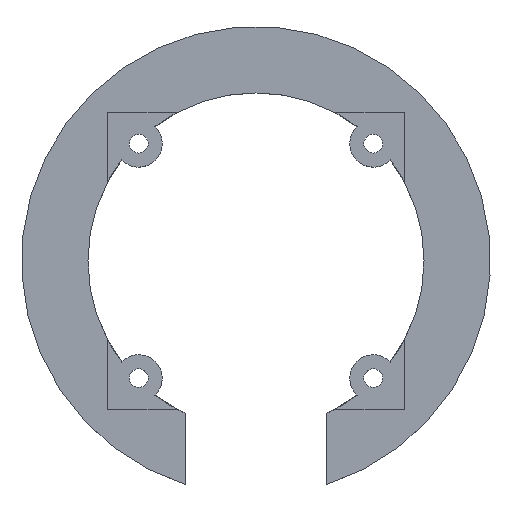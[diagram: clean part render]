
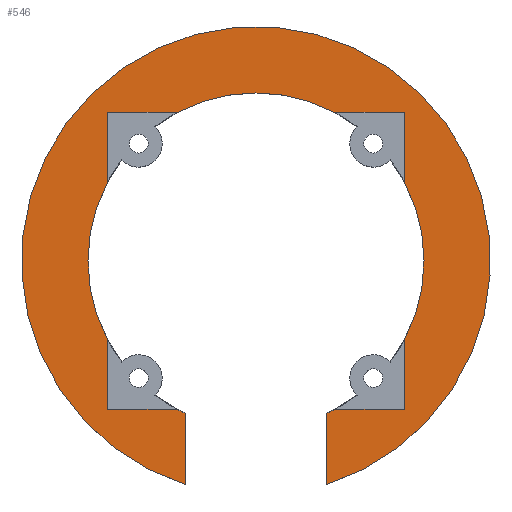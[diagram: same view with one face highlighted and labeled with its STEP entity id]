
A CAD part, top view. The second image highlights one B-rep face of the part: STEP entity #546.
In plain terms, the highlighted planar face has unit normal (0, 0, 1).
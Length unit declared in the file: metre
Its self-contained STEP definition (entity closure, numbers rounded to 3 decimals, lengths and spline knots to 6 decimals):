
#26=LINE('',#838,#70);
#27=LINE('',#840,#71);
#28=LINE('',#844,#72);
#29=LINE('',#846,#73);
#30=LINE('',#850,#74);
#31=LINE('',#852,#75);
#32=LINE('',#856,#76);
#33=LINE('',#860,#77);
#34=LINE('',#864,#78);
#35=LINE('',#866,#79);
#70=VECTOR('',#661,1.);
#71=VECTOR('',#662,1.);
#72=VECTOR('',#665,1.);
#73=VECTOR('',#666,1.);
#74=VECTOR('',#669,1.);
#75=VECTOR('',#670,1.);
#76=VECTOR('',#673,1.);
#77=VECTOR('',#676,1.);
#78=VECTOR('',#679,1.);
#79=VECTOR('',#680,1.);
#114=ORIENTED_EDGE('',*,*,#274,.F.);
#115=ORIENTED_EDGE('',*,*,#275,.T.);
#116=ORIENTED_EDGE('',*,*,#276,.F.);
#117=ORIENTED_EDGE('',*,*,#277,.F.);
#118=ORIENTED_EDGE('',*,*,#278,.F.);
#119=ORIENTED_EDGE('',*,*,#279,.F.);
#120=ORIENTED_EDGE('',*,*,#280,.F.);
#121=ORIENTED_EDGE('',*,*,#281,.F.);
#122=ORIENTED_EDGE('',*,*,#282,.T.);
#123=ORIENTED_EDGE('',*,*,#283,.F.);
#124=ORIENTED_EDGE('',*,*,#284,.T.);
#125=ORIENTED_EDGE('',*,*,#285,.T.);
#126=ORIENTED_EDGE('',*,*,#286,.F.);
#127=ORIENTED_EDGE('',*,*,#287,.F.);
#128=ORIENTED_EDGE('',*,*,#288,.T.);
#129=ORIENTED_EDGE('',*,*,#289,.T.);
#274=EDGE_CURVE('',#354,#355,#410,.T.);
#275=EDGE_CURVE('',#354,#356,#26,.T.);
#276=EDGE_CURVE('',#357,#356,#27,.T.);
#277=EDGE_CURVE('',#358,#357,#411,.T.);
#278=EDGE_CURVE('',#359,#358,#28,.T.);
#279=EDGE_CURVE('',#360,#359,#29,.T.);
#280=EDGE_CURVE('',#361,#360,#412,.T.);
#281=EDGE_CURVE('',#362,#361,#30,.T.);
#282=EDGE_CURVE('',#362,#363,#31,.T.);
#283=EDGE_CURVE('',#364,#363,#413,.T.);
#284=EDGE_CURVE('',#364,#365,#32,.T.);
#285=EDGE_CURVE('',#365,#366,#414,.T.);
#286=EDGE_CURVE('',#367,#366,#33,.T.);
#287=EDGE_CURVE('',#368,#367,#415,.T.);
#288=EDGE_CURVE('',#368,#369,#34,.T.);
#289=EDGE_CURVE('',#369,#355,#35,.T.);
#354=VERTEX_POINT('',#836);
#355=VERTEX_POINT('',#837);
#356=VERTEX_POINT('',#839);
#357=VERTEX_POINT('',#841);
#358=VERTEX_POINT('',#843);
#359=VERTEX_POINT('',#845);
#360=VERTEX_POINT('',#847);
#361=VERTEX_POINT('',#849);
#362=VERTEX_POINT('',#851);
#363=VERTEX_POINT('',#853);
#364=VERTEX_POINT('',#855);
#365=VERTEX_POINT('',#857);
#366=VERTEX_POINT('',#859);
#367=VERTEX_POINT('',#861);
#368=VERTEX_POINT('',#863);
#369=VERTEX_POINT('',#865);
#410=CIRCLE('',#590,0.0215);
#411=CIRCLE('',#591,0.0215);
#412=CIRCLE('',#592,0.0215);
#413=CIRCLE('',#593,0.0215);
#414=CIRCLE('',#594,0.03);
#415=CIRCLE('',#595,0.0215);
#446=EDGE_LOOP('',(#114,#115,#116,#117,#118,#119,#120,#121,#122,#123,#124,
#125,#126,#127,#128,#129));
#488=FACE_BOUND('',#446,.T.);
#530=PLANE('',#589);
#546=ADVANCED_FACE('',(#488),#530,.T.);
#589=AXIS2_PLACEMENT_3D('',#834,#657,#658);
#590=AXIS2_PLACEMENT_3D('',#835,#659,#660);
#591=AXIS2_PLACEMENT_3D('',#842,#663,#664);
#592=AXIS2_PLACEMENT_3D('',#848,#667,#668);
#593=AXIS2_PLACEMENT_3D('',#854,#671,#672);
#594=AXIS2_PLACEMENT_3D('',#858,#674,#675);
#595=AXIS2_PLACEMENT_3D('',#862,#677,#678);
#657=DIRECTION('',(0.,0.,1.));
#658=DIRECTION('',(1.,0.,0.));
#659=DIRECTION('',(0.,0.,1.));
#660=DIRECTION('',(1.,0.,0.));
#661=DIRECTION('',(0.,1.,0.));
#662=DIRECTION('',(-1.,0.,0.));
#663=DIRECTION('',(0.,0.,1.));
#664=DIRECTION('',(1.,0.,0.));
#665=DIRECTION('',(-1.,0.,0.));
#666=DIRECTION('',(0.,1.,0.));
#667=DIRECTION('',(0.,0.,1.));
#668=DIRECTION('',(1.,0.,0.));
#669=DIRECTION('',(0.,1.,0.));
#670=DIRECTION('',(-1.,0.,0.));
#671=DIRECTION('',(0.,0.,1.));
#672=DIRECTION('',(1.,0.,0.));
#673=DIRECTION('',(0.,-1.,0.));
#674=DIRECTION('',(0.,0.,1.));
#675=DIRECTION('',(1.,0.,0.));
#676=DIRECTION('',(0.,-1.,0.));
#677=DIRECTION('',(0.,0.,1.));
#678=DIRECTION('',(1.,0.,0.));
#679=DIRECTION('',(-1.,0.,0.));
#680=DIRECTION('',(0.,1.,0.));
#834=CARTESIAN_POINT('',(0.,0.002661,0.001));
#835=CARTESIAN_POINT('',(0.,0.00364,0.001));
#836=CARTESIAN_POINT('',(-0.019,0.013702,0.001));
#837=CARTESIAN_POINT('',(-0.019,-0.006422,0.001));
#838=CARTESIAN_POINT('',(-0.019,0.018171,0.001));
#839=CARTESIAN_POINT('',(-0.019,0.02264,0.001));
#840=CARTESIAN_POINT('',(-0.014531,0.02264,0.001));
#841=CARTESIAN_POINT('',(-0.010062,0.02264,0.001));
#842=CARTESIAN_POINT('',(0.,0.00364,0.001));
#843=CARTESIAN_POINT('',(0.010062,0.02264,0.001));
#844=CARTESIAN_POINT('',(0.014531,0.02264,0.001));
#845=CARTESIAN_POINT('',(0.019,0.02264,0.001));
#846=CARTESIAN_POINT('',(0.019,0.018171,0.001));
#847=CARTESIAN_POINT('',(0.019,0.013702,0.001));
#848=CARTESIAN_POINT('',(0.,0.00364,0.001));
#849=CARTESIAN_POINT('',(0.019,-0.006422,0.001));
#850=CARTESIAN_POINT('',(0.019,-0.010891,0.001));
#851=CARTESIAN_POINT('',(0.019,-0.01536,0.001));
#852=CARTESIAN_POINT('',(0.014531,-0.01536,0.001));
#853=CARTESIAN_POINT('',(0.010062,-0.01536,0.001));
#854=CARTESIAN_POINT('',(0.,0.00364,0.001));
#855=CARTESIAN_POINT('',(0.009,-0.015886,0.001));
#856=CARTESIAN_POINT('',(0.009,-0.020432,0.001));
#857=CARTESIAN_POINT('',(0.009,-0.024978,0.001));
#858=CARTESIAN_POINT('',(0.,0.00364,0.001));
#859=CARTESIAN_POINT('',(-0.009,-0.024978,0.001));
#860=CARTESIAN_POINT('',(-0.009,-0.020432,0.001));
#861=CARTESIAN_POINT('',(-0.009,-0.015886,0.001));
#862=CARTESIAN_POINT('',(0.,0.00364,0.001));
#863=CARTESIAN_POINT('',(-0.010062,-0.01536,0.001));
#864=CARTESIAN_POINT('',(-0.014531,-0.01536,0.001));
#865=CARTESIAN_POINT('',(-0.019,-0.01536,0.001));
#866=CARTESIAN_POINT('',(-0.019,-0.010891,0.001));
